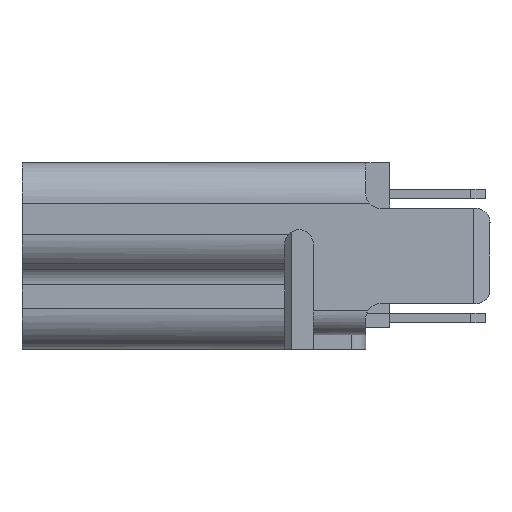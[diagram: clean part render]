
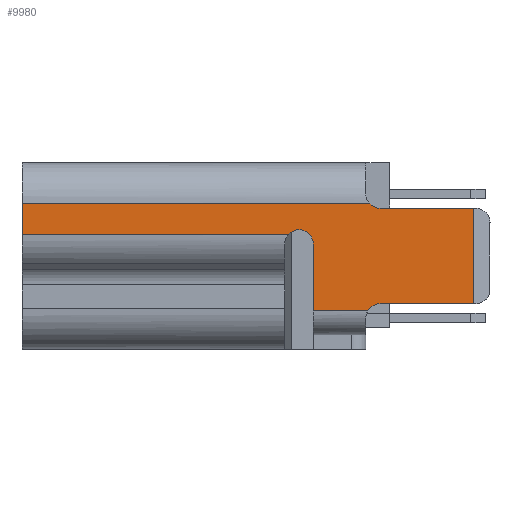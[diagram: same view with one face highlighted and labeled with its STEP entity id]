
A CAD part, left-side view. The second image highlights one B-rep face of the part: STEP entity #9980.
In plain terms, the highlighted planar face has unit normal (-1, 0, 0).
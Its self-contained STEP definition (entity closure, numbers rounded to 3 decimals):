
#115 = CARTESIAN_POINT ( 'NONE',  ( -3.85, -7.5, -0.65 ) ) ;
#400 = B_SPLINE_CURVE_WITH_KNOTS ( 'NONE', 3,
 ( #18707, #18548, #16840, #16764 ),
 .UNSPECIFIED., .F., .F.,
 ( 4, 4 ),
 ( 0., 1. ),
 .UNSPECIFIED. ) ;
#480 = CIRCLE ( 'NONE', #8392, 0.3 ) ;
#511 = DIRECTION ( 'NONE',  ( 0., -1., 0. ) ) ;
#585 = AXIS2_PLACEMENT_3D ( 'NONE', #2327, #17513, #6322 ) ;
#661 = EDGE_CURVE ( 'NONE', #20026, #16318, #400, .T. ) ;
#894 = LINE ( 'NONE', #7005, #8191 ) ;
#1229 = CIRCLE ( 'NONE', #23498, 0.3 ) ;
#1360 = VECTOR ( 'NONE', #1851, 1000. ) ;
#1851 = DIRECTION ( 'NONE',  ( 0., 1., 0. ) ) ;
#2011 = ORIENTED_EDGE ( 'NONE', *, *, #4038, .T. ) ;
#2204 = CARTESIAN_POINT ( 'NONE',  ( -3.85, 0., -0.85 ) ) ;
#2327 = CARTESIAN_POINT ( 'NONE',  ( -3.85, -5.8, -1.7 ) ) ;
#2566 = CARTESIAN_POINT ( 'NONE',  ( -3.85, 0., -0.85 ) ) ;
#2718 = VECTOR ( 'NONE', #7041, 1000. ) ;
#2751 = DIRECTION ( 'NONE',  ( 1., 0., 0. ) ) ;
#2806 = EDGE_CURVE ( 'NONE', #14862, #12230, #9402, .T. ) ;
#2925 = CARTESIAN_POINT ( 'NONE',  ( -3.85, -7.5, -3.25 ) ) ;
#3128 = DIRECTION ( 'NONE',  ( 0., 0., 1. ) ) ;
#3218 = ORIENTED_EDGE ( 'NONE', *, *, #13622, .F. ) ;
#3385 = CARTESIAN_POINT ( 'NONE',  ( -3.85, -7.5, -0.95 ) ) ;
#3449 = EDGE_CURVE ( 'NONE', #22833, #22091, #5296, .T. ) ;
#4038 = EDGE_CURVE ( 'NONE', #19968, #11583, #894, .T. ) ;
#4253 = CARTESIAN_POINT ( 'NONE',  ( -3.85, 0., -0.85 ) ) ;
#4377 = CARTESIAN_POINT ( 'NONE',  ( -3.85, -6.1, -3.1 ) ) ;
#4388 = ORIENTED_EDGE ( 'NONE', *, *, #661, .T. ) ;
#4435 = ORIENTED_EDGE ( 'NONE', *, *, #2806, .T. ) ;
#4541 = EDGE_CURVE ( 'NONE', #11583, #17832, #6708, .T. ) ;
#4846 = DIRECTION ( 'NONE',  ( 0., 0., -1. ) ) ;
#5064 = VECTOR ( 'NONE', #511, 1000. ) ;
#5296 = LINE ( 'NONE', #10877, #9961 ) ;
#5466 = AXIS2_PLACEMENT_3D ( 'NONE', #2204, #14295, #3128 ) ;
#5638 = LINE ( 'NONE', #4253, #5064 ) ;
#5716 = AXIS2_PLACEMENT_3D ( 'NONE', #115, #20759, #16937 ) ;
#5865 = ORIENTED_EDGE ( 'NONE', *, *, #14717, .T. ) ;
#6148 = ORIENTED_EDGE ( 'NONE', *, *, #14348, .T. ) ;
#6322 = DIRECTION ( 'NONE',  ( 0., 0., 1. ) ) ;
#6708 = LINE ( 'NONE', #17575, #7288 ) ;
#7005 = CARTESIAN_POINT ( 'NONE',  ( -3.85, 0., -0.85 ) ) ;
#7041 = DIRECTION ( 'NONE',  ( 0., 0., 1. ) ) ;
#7111 = EDGE_CURVE ( 'NONE', #17832, #14862, #480, .T. ) ;
#7288 = VECTOR ( 'NONE', #8274, 1000. ) ;
#7865 = CARTESIAN_POINT ( 'NONE',  ( -3.85, -7.5, -2.95 ) ) ;
#7869 = CARTESIAN_POINT ( 'NONE',  ( -3.85, 0., -1.5 ) ) ;
#7970 = VERTEX_POINT ( 'NONE', #14733 ) ;
#8191 = VECTOR ( 'NONE', #14165, 1000. ) ;
#8274 = DIRECTION ( 'NONE',  ( 0., -1., 0. ) ) ;
#8316 = EDGE_CURVE ( 'NONE', #12230, #20026, #11168, .T. ) ;
#8392 = AXIS2_PLACEMENT_3D ( 'NONE', #10245, #15803, #10329 ) ;
#8470 = DIRECTION ( 'NONE',  ( 0., 0., 1. ) ) ;
#8515 = VERTEX_POINT ( 'NONE', #3385 ) ;
#8588 = LINE ( 'NONE', #23558, #2718 ) ;
#9402 = CIRCLE ( 'NONE', #585, 0.3 ) ;
#9961 = VECTOR ( 'NONE', #12669, 1000. ) ;
#9980 = ADVANCED_FACE ( 'NONE', ( #16595 ), #21482, .T. ) ;
#10245 = CARTESIAN_POINT ( 'NONE',  ( -3.85, -5.8, -1.7 ) ) ;
#10329 = DIRECTION ( 'NONE',  ( 0., 0., 1. ) ) ;
#10492 = CARTESIAN_POINT ( 'NONE',  ( -3.85, -6.1, -0.85 ) ) ;
#10877 = CARTESIAN_POINT ( 'NONE',  ( -3.85, 0., -2.95 ) ) ;
#11113 = CARTESIAN_POINT ( 'NONE',  ( -3.85, -9.45, -2.95 ) ) ;
#11168 = LINE ( 'NONE', #10492, #18713 ) ;
#11176 = CARTESIAN_POINT ( 'NONE',  ( -3.85, 0., -0.95 ) ) ;
#11583 = VERTEX_POINT ( 'NONE', #7869 ) ;
#11604 = ORIENTED_EDGE ( 'NONE', *, *, #8316, .T. ) ;
#12230 = VERTEX_POINT ( 'NONE', #19157 ) ;
#12586 = ORIENTED_EDGE ( 'NONE', *, *, #21952, .T. ) ;
#12669 = DIRECTION ( 'NONE',  ( 0., -1., 0. ) ) ;
#13622 = EDGE_CURVE ( 'NONE', #19968, #7970, #5638, .T. ) ;
#14165 = DIRECTION ( 'NONE',  ( 0., 0., -1. ) ) ;
#14295 = DIRECTION ( 'NONE',  ( -1., 0., 0. ) ) ;
#14335 = CIRCLE ( 'NONE', #5716, 0.3 ) ;
#14348 = EDGE_CURVE ( 'NONE', #16318, #22833, #1229, .T. ) ;
#14717 = EDGE_CURVE ( 'NONE', #8515, #7970, #14335, .T. ) ;
#14733 = CARTESIAN_POINT ( 'NONE',  ( -3.85, -7.276, -0.85 ) ) ;
#14862 = VERTEX_POINT ( 'NONE', #21072 ) ;
#15752 = ORIENTED_EDGE ( 'NONE', *, *, #3449, .T. ) ;
#15803 = DIRECTION ( 'NONE',  ( 1., 0., 0. ) ) ;
#16234 = LINE ( 'NONE', #11176, #1360 ) ;
#16297 = VERTEX_POINT ( 'NONE', #16502 ) ;
#16318 = VERTEX_POINT ( 'NONE', #18766 ) ;
#16502 = CARTESIAN_POINT ( 'NONE',  ( -3.85, -9.45, -0.95 ) ) ;
#16595 = FACE_OUTER_BOUND ( 'NONE', #17702, .T. ) ;
#16764 = CARTESIAN_POINT ( 'NONE',  ( -3.85, -7.24, -3.1 ) ) ;
#16840 = CARTESIAN_POINT ( 'NONE',  ( -3.85, -6.86, -3.1 ) ) ;
#16937 = DIRECTION ( 'NONE',  ( 0., -1., 0. ) ) ;
#17368 = ORIENTED_EDGE ( 'NONE', *, *, #17387, .T. ) ;
#17387 = EDGE_CURVE ( 'NONE', #16297, #8515, #16234, .T. ) ;
#17513 = DIRECTION ( 'NONE',  ( 1., 0., 0. ) ) ;
#17575 = CARTESIAN_POINT ( 'NONE',  ( -3.85, 0., -1.5 ) ) ;
#17702 = EDGE_LOOP ( 'NONE', ( #4388, #6148, #15752, #12586, #17368, #5865, #3218, #2011, #22124, #18291, #4435, #11604 ) ) ;
#17832 = VERTEX_POINT ( 'NONE', #18223 ) ;
#18223 = CARTESIAN_POINT ( 'NONE',  ( -3.85, -5.576, -1.5 ) ) ;
#18291 = ORIENTED_EDGE ( 'NONE', *, *, #7111, .T. ) ;
#18548 = CARTESIAN_POINT ( 'NONE',  ( -3.85, -6.48, -3.1 ) ) ;
#18707 = CARTESIAN_POINT ( 'NONE',  ( -3.85, -6.1, -3.1 ) ) ;
#18713 = VECTOR ( 'NONE', #4846, 1000. ) ;
#18766 = CARTESIAN_POINT ( 'NONE',  ( -3.85, -7.24, -3.1 ) ) ;
#19157 = CARTESIAN_POINT ( 'NONE',  ( -3.85, -6.1, -1.7 ) ) ;
#19968 = VERTEX_POINT ( 'NONE', #2566 ) ;
#20026 = VERTEX_POINT ( 'NONE', #4377 ) ;
#20759 = DIRECTION ( 'NONE',  ( 1., 0., 0. ) ) ;
#21072 = CARTESIAN_POINT ( 'NONE',  ( -3.85, -5.8, -1.4 ) ) ;
#21482 = PLANE ( 'NONE',  #5466 ) ;
#21952 = EDGE_CURVE ( 'NONE', #22091, #16297, #8588, .T. ) ;
#22091 = VERTEX_POINT ( 'NONE', #11113 ) ;
#22124 = ORIENTED_EDGE ( 'NONE', *, *, #4541, .T. ) ;
#22833 = VERTEX_POINT ( 'NONE', #7865 ) ;
#23498 = AXIS2_PLACEMENT_3D ( 'NONE', #2925, #2751, #8470 ) ;
#23558 = CARTESIAN_POINT ( 'NONE',  ( -3.85, -9.45, -0.85 ) ) ;
